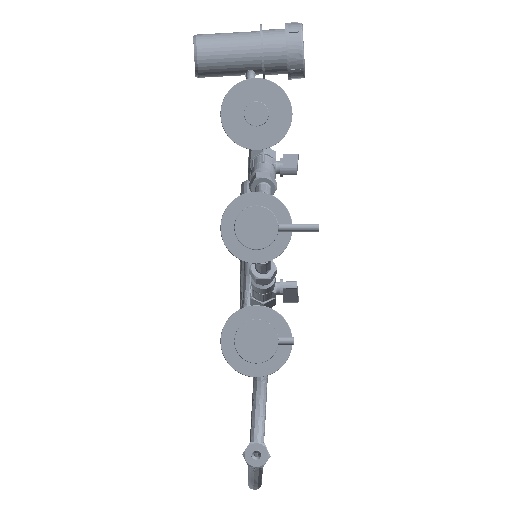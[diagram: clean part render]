
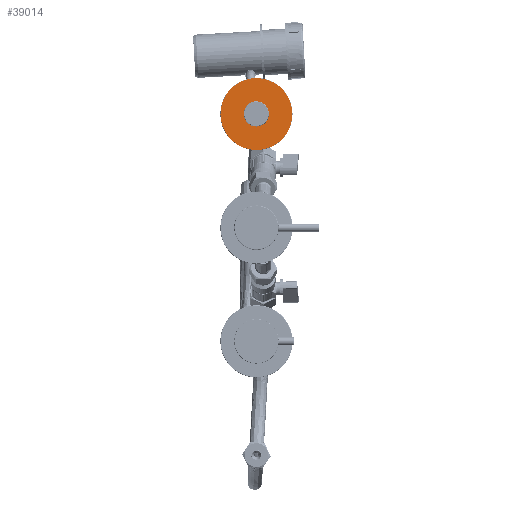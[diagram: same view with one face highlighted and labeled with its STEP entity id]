
A CAD part, top view. The second image highlights one B-rep face of the part: STEP entity #39014.
In plain terms, the highlighted planar face has unit normal (0, 0, 1).
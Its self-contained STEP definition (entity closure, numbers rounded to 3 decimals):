
#11879=ORIENTED_EDGE('',*,*,#20617,.T.);
#11880=ORIENTED_EDGE('',*,*,#20618,.F.);
#20617=EDGE_CURVE('',#25485,#25485,#28548,.T.);
#20618=EDGE_CURVE('',#25486,#25486,#28549,.F.);
#25485=VERTEX_POINT('',#101153);
#25486=VERTEX_POINT('',#101155);
#28548=CIRCLE('',#52579,34.8);
#28549=CIRCLE('',#52580,12.);
#31094=EDGE_LOOP('',(#11879));
#31095=EDGE_LOOP('',(#11880));
#34831=FACE_BOUND('',#31094,.T.);
#34832=FACE_BOUND('',#31095,.T.);
#37324=PLANE('',#52578);
#39014=ADVANCED_FACE('',(#34831,#34832),#37324,.T.);
#52578=AXIS2_PLACEMENT_3D('',#101151,#59582,#59583);
#52579=AXIS2_PLACEMENT_3D('',#101152,#59584,#59585);
#52580=AXIS2_PLACEMENT_3D('',#101154,#59586,#59587);
#59582=DIRECTION('',(0.,0.,1.));
#59583=DIRECTION('',(1.,0.,0.));
#59584=DIRECTION('',(0.,0.,1.));
#59585=DIRECTION('',(1.,0.,0.));
#59586=DIRECTION('',(0.,0.,-1.));
#59587=DIRECTION('',(-1.,0.,0.));
#101151=CARTESIAN_POINT('',(-13.156,-13.156,12.));
#101152=CARTESIAN_POINT('',(0.,0.,12.));
#101153=CARTESIAN_POINT('',(34.8,0.,12.));
#101154=CARTESIAN_POINT('',(0.,0.,12.));
#101155=CARTESIAN_POINT('',(-12.,0.,12.));
